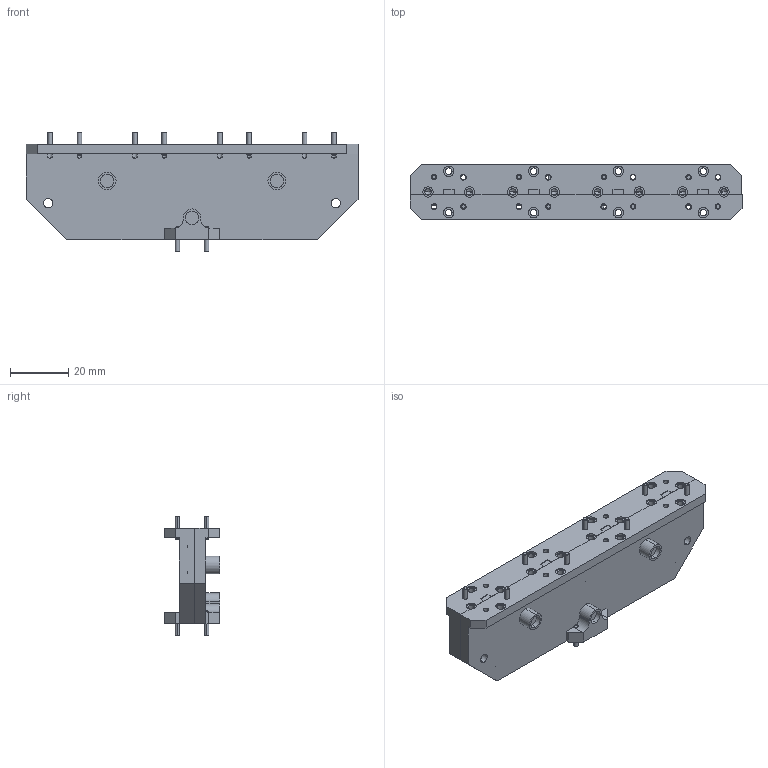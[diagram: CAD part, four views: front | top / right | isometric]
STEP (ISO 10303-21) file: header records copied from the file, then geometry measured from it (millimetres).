
FILE_DESCRIPTION (( 'STEP AP203' ), '1' );
FILE_NAME ('DMWP-15-141-I2, DF.STEP', '2019-10-17T16:24:49', ( '' ), ( '' ), 'SwSTEP 2.0', 'SolidWorks 2016', '' );
FILE_SCHEMA (( 'CONFIG_CONTROL_DESIGN' ));
Length unit declared in the file: inch
Products named in the file (1): DMWP-15-141-I2, DF
Bounding box: 114.3 x 19.05 x 41.15 mm (x, y, z)
Volume: 36474.6 mm3; surface area: 23599.6 mm2
Topology: 32 solids, 32 shells, 1015 faces, 2295 edges, 1373 vertices
Faces by surface type: cone 359, plane 332, cylinder 324
Entity records: 28917 total; most frequent: CARTESIAN_POINT 5837, DIRECTION 5096, ORIENTED_EDGE 4534, EDGE_CURVE 2267, AXIS2_PLACEMENT_3D 2002, VERTEX_POINT 1373, EDGE_LOOP 1138, VECTOR 1092
